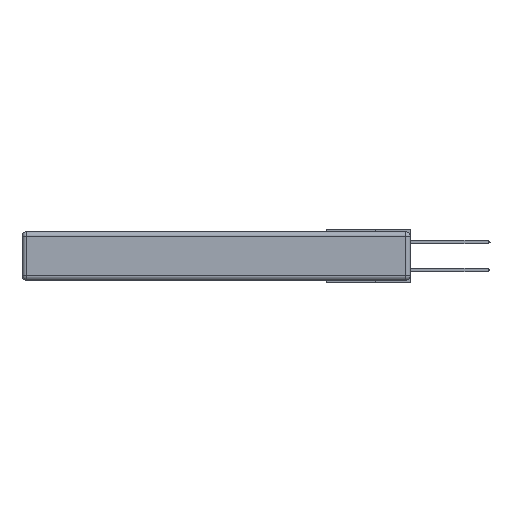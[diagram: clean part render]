
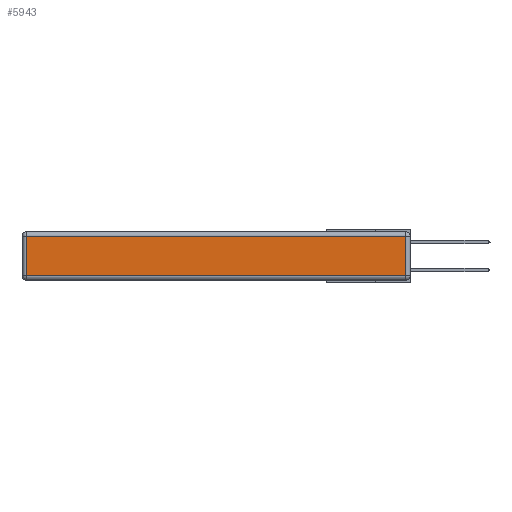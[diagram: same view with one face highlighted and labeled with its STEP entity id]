
A CAD part, left-side view. The second image highlights one B-rep face of the part: STEP entity #5943.
In plain terms, the highlighted planar face has unit normal (-1, 0, 0).
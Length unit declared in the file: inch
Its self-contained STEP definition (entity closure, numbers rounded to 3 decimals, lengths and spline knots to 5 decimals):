
#207 = DIRECTION ( 'NONE',  ( 0., 0., 1. ) ) ;
#540 = EDGE_CURVE ( 'NONE', #13074, #12962, #9553, .T. ) ;
#2192 = CARTESIAN_POINT ( 'NONE',  ( 0., 0., -0.313 ) ) ;
#2653 = CARTESIAN_POINT ( 'NONE',  ( 0., 2.72, -0.03 ) ) ;
#3346 = DIRECTION ( 'NONE',  ( 0., 1., 0. ) ) ;
#4078 = DIRECTION ( 'NONE',  ( 0., 0., -1. ) ) ;
#4967 = LINE ( 'NONE', #5159, #8537 ) ;
#5159 = CARTESIAN_POINT ( 'NONE',  ( 0., 2.75, -0.03 ) ) ;
#5943 = ADVANCED_FACE ( 'NONE', ( #21532 ), #6061, .T. ) ;
#6061 = PLANE ( 'NONE',  #12631 ) ;
#7399 = CARTESIAN_POINT ( 'NONE',  ( 0., 0.03, -0.313 ) ) ;
#7522 = LINE ( 'NONE', #13966, #17870 ) ;
#8099 = LINE ( 'NONE', #15024, #10762 ) ;
#8537 = VECTOR ( 'NONE', #3346, 39.37008 ) ;
#9465 = EDGE_CURVE ( 'NONE', #12466, #13074, #7522, .T. ) ;
#9553 = LINE ( 'NONE', #2192, #16954 ) ;
#9718 = CARTESIAN_POINT ( 'NONE',  ( 0., 0., -0.343 ) ) ;
#9808 = DIRECTION ( 'NONE',  ( 0., 0., 1. ) ) ;
#9924 = EDGE_CURVE ( 'NONE', #12962, #16409, #8099, .T. ) ;
#10762 = VECTOR ( 'NONE', #207, 39.37008 ) ;
#12466 = VERTEX_POINT ( 'NONE', #2653 ) ;
#12631 = AXIS2_PLACEMENT_3D ( 'NONE', #9718, #21083, #9808 ) ;
#12704 = EDGE_CURVE ( 'NONE', #16409, #12466, #4967, .T. ) ;
#12962 = VERTEX_POINT ( 'NONE', #7399 ) ;
#13074 = VERTEX_POINT ( 'NONE', #23070 ) ;
#13334 = CARTESIAN_POINT ( 'NONE',  ( 0., 0.03, -0.03 ) ) ;
#13760 = ORIENTED_EDGE ( 'NONE', *, *, #9924, .T. ) ;
#13966 = CARTESIAN_POINT ( 'NONE',  ( 0., 2.72, -0.343 ) ) ;
#15024 = CARTESIAN_POINT ( 'NONE',  ( 0., 0.03, -0.343 ) ) ;
#15277 = EDGE_LOOP ( 'NONE', ( #17449, #13760, #23937, #19899 ) ) ;
#16409 = VERTEX_POINT ( 'NONE', #13334 ) ;
#16954 = VECTOR ( 'NONE', #18859, 39.37008 ) ;
#17449 = ORIENTED_EDGE ( 'NONE', *, *, #540, .T. ) ;
#17870 = VECTOR ( 'NONE', #4078, 39.37008 ) ;
#18859 = DIRECTION ( 'NONE',  ( 0., -1., 0. ) ) ;
#19899 = ORIENTED_EDGE ( 'NONE', *, *, #9465, .T. ) ;
#21083 = DIRECTION ( 'NONE',  ( -1., 0., 0. ) ) ;
#21532 = FACE_OUTER_BOUND ( 'NONE', #15277, .T. ) ;
#23070 = CARTESIAN_POINT ( 'NONE',  ( 0., 2.72, -0.313 ) ) ;
#23937 = ORIENTED_EDGE ( 'NONE', *, *, #12704, .T. ) ;
